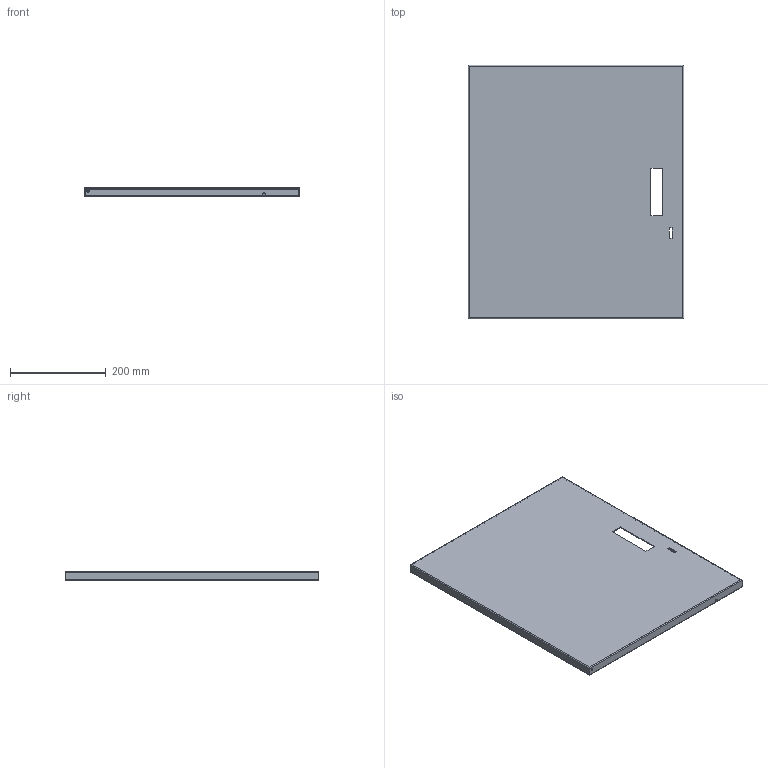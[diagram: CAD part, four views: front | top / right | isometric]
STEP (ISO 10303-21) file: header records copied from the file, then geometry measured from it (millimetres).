
FILE_DESCRIPTION (( 'STEP AP214' ), '1' );
FILE_NAME ('Pintu Bawah.STEP', '2024-04-17T03:02:33', ( '' ), ( '' ), 'SwSTEP 2.0', 'SolidWorks 2022', '' );
FILE_SCHEMA (( 'AUTOMOTIVE_DESIGN' ));
Length unit declared in the file: millimetre
Products named in the file (1): Pintu Bawah
Bounding box: 451 x 530 x 20 mm (x, y, z)
Volume: 574021.8 mm3; surface area: 575206.6 mm2
Topology: 1 solids, 1 shells, 44 faces, 112 edges, 68 vertices
Faces by surface type: cylinder 24, plane 20
Entity records: 1350 total; most frequent: CARTESIAN_POINT 273, ORIENTED_EDGE 224, DIRECTION 202, EDGE_CURVE 112, VECTOR 80, LINE 80, VERTEX_POINT 68, AXIS2_PLACEMENT_3D 61
